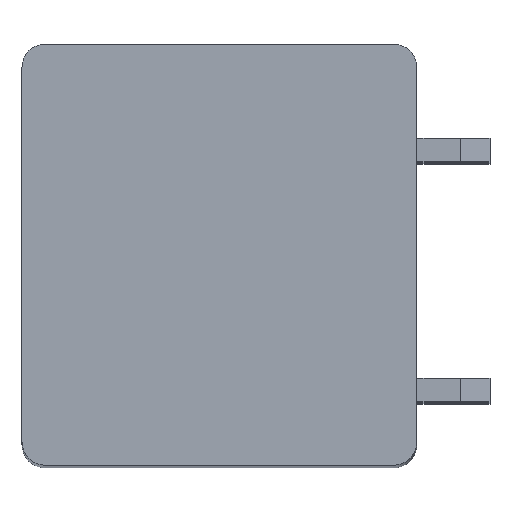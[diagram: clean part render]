
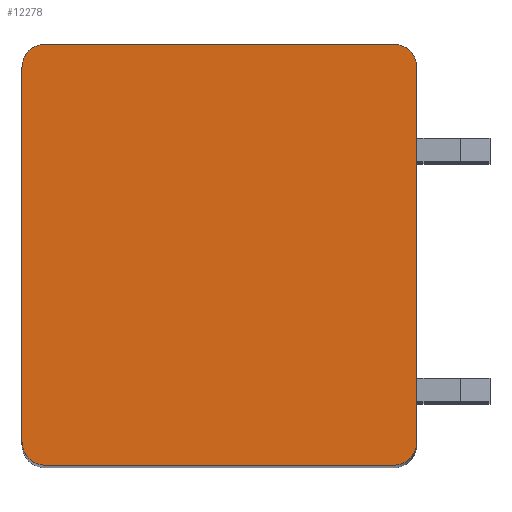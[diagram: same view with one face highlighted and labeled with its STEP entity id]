
A CAD part, top view. The second image highlights one B-rep face of the part: STEP entity #12278.
In plain terms, the highlighted planar face has unit normal (0, 0, 1).
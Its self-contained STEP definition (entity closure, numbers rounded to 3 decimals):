
#1341=CARTESIAN_POINT('',(-5.95,6.4,1.75));
#1342=DIRECTION('',(0.,0.,1.));
#1343=DIRECTION('',(0.,1.,0.));
#1344=AXIS2_PLACEMENT_3D('',#1341,#1342,#1343);
#1346=DIRECTION('',(-1.,0.,0.));
#1347=VECTOR('',#1346,11.9);
#1348=CARTESIAN_POINT('',(5.95,7.2,1.75));
#1349=LINE('',#1348,#1347);
#1350=CARTESIAN_POINT('',(5.95,6.4,1.75));
#1351=DIRECTION('',(0.,0.,1.));
#1352=DIRECTION('',(1.,0.,0.));
#1353=AXIS2_PLACEMENT_3D('',#1350,#1351,#1352);
#1355=DIRECTION('',(0.,1.,0.));
#1356=VECTOR('',#1355,12.8);
#1357=CARTESIAN_POINT('',(6.75,-6.4,1.75));
#1358=LINE('',#1357,#1356);
#1359=CARTESIAN_POINT('',(5.95,-6.4,1.75));
#1360=DIRECTION('',(0.,0.,1.));
#1361=DIRECTION('',(0.,-1.,0.));
#1362=AXIS2_PLACEMENT_3D('',#1359,#1360,#1361);
#1364=DIRECTION('',(1.,0.,0.));
#1365=VECTOR('',#1364,11.9);
#1366=CARTESIAN_POINT('',(-5.95,-7.2,1.75));
#1367=LINE('',#1366,#1365);
#1368=CARTESIAN_POINT('',(-5.95,-6.4,1.75));
#1369=DIRECTION('',(0.,0.,1.));
#1370=DIRECTION('',(-1.,0.,0.));
#1371=AXIS2_PLACEMENT_3D('',#1368,#1369,#1370);
#1373=DIRECTION('',(0.,-1.,0.));
#1374=VECTOR('',#1373,12.8);
#1375=CARTESIAN_POINT('',(-6.75,6.4,1.75));
#1376=LINE('',#1375,#1374);
#9227=CARTESIAN_POINT('',(-5.95,7.2,1.75));
#9228=VERTEX_POINT('',#9227);
#9229=CARTESIAN_POINT('',(-6.75,6.4,1.75));
#9230=VERTEX_POINT('',#9229);
#9235=CARTESIAN_POINT('',(6.75,6.4,1.75));
#9236=VERTEX_POINT('',#9235);
#9237=CARTESIAN_POINT('',(5.95,7.2,1.75));
#9238=VERTEX_POINT('',#9237);
#9243=CARTESIAN_POINT('',(-6.75,-6.4,1.75));
#9244=VERTEX_POINT('',#9243);
#9245=CARTESIAN_POINT('',(-5.95,-7.2,1.75));
#9246=VERTEX_POINT('',#9245);
#9251=CARTESIAN_POINT('',(5.95,-7.2,1.75));
#9252=VERTEX_POINT('',#9251);
#9253=CARTESIAN_POINT('',(6.75,-6.4,1.75));
#9254=VERTEX_POINT('',#9253);
#12263=CARTESIAN_POINT('',(0.,0.,1.75));
#12264=DIRECTION('',(0.,0.,1.));
#12265=DIRECTION('',(1.,0.,0.));
#12266=AXIS2_PLACEMENT_3D('',#12263,#12264,#12265);
#12267=PLANE('',#12266);
#12268=ORIENTED_EDGE('',*,*,#11439,.F.);
#12269=ORIENTED_EDGE('',*,*,#11455,.F.);
#12270=ORIENTED_EDGE('',*,*,#11888,.F.);
#12271=ORIENTED_EDGE('',*,*,#11903,.F.);
#12272=ORIENTED_EDGE('',*,*,#12216,.F.);
#12273=ORIENTED_EDGE('',*,*,#12229,.F.);
#12274=ORIENTED_EDGE('',*,*,#12244,.F.);
#12275=ORIENTED_EDGE('',*,*,#12256,.F.);
#12276=EDGE_LOOP('',(#12268,#12269,#12270,#12271,#12272,#12273,#12274,#12275));
#12277=FACE_OUTER_BOUND('',#12276,.F.);
#1345=CIRCLE('',#1344,0.8);
#1354=CIRCLE('',#1353,0.8);
#1363=CIRCLE('',#1362,0.8);
#1372=CIRCLE('',#1371,0.8);
#11439=EDGE_CURVE('',#9228,#9230,#1345,.T.);
#11455=EDGE_CURVE('',#9238,#9228,#1349,.T.);
#11888=EDGE_CURVE('',#9236,#9238,#1354,.T.);
#11903=EDGE_CURVE('',#9254,#9236,#1358,.T.);
#12216=EDGE_CURVE('',#9252,#9254,#1363,.T.);
#12229=EDGE_CURVE('',#9246,#9252,#1367,.T.);
#12244=EDGE_CURVE('',#9244,#9246,#1372,.T.);
#12256=EDGE_CURVE('',#9230,#9244,#1376,.T.);
#12278=ADVANCED_FACE('',(#12277),#12267,.T.);
